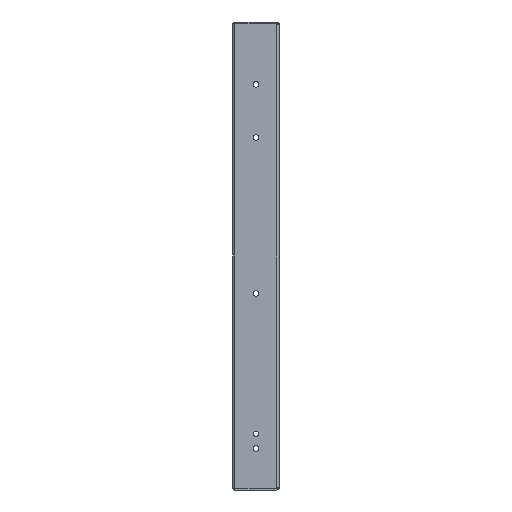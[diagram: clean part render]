
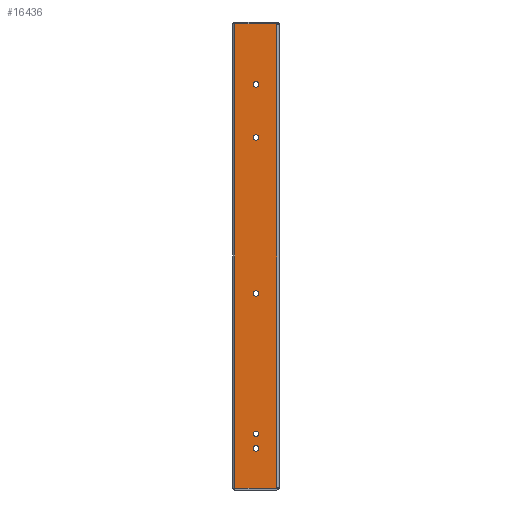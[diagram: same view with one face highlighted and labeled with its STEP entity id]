
A CAD part, left-side view. The second image highlights one B-rep face of the part: STEP entity #16436.
In plain terms, the highlighted planar face has unit normal (-1, 0, 0).
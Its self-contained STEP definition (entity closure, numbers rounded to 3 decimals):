
#4427=CARTESIAN_POINT('',(-215.5,2.361,223.426));
#4438=CARTESIAN_POINT('',(-215.5,2.361,-223.426));
#4445=DIRECTION('',(0.,1.,0.));
#4446=VECTOR('',#4445,40.378);
#4447=CARTESIAN_POINT('',(-215.5,2.361,223.426));
#4448=LINE('',#4447,#4446);
#4449=DIRECTION('',(0.,0.,-1.));
#4450=VECTOR('',#4449,446.852);
#4451=CARTESIAN_POINT('',(-215.5,2.361,223.426));
#4452=LINE('',#4451,#4450);
#4453=DIRECTION('',(0.,1.,0.));
#4454=VECTOR('',#4453,40.378);
#4455=CARTESIAN_POINT('',(-215.5,2.361,-223.426));
#4456=LINE('',#4455,#4454);
#4457=CARTESIAN_POINT('',(-215.5,22.225,-185.));
#4458=DIRECTION('',(1.,0.,0.));
#4459=DIRECTION('',(0.,0.,1.));
#4460=AXIS2_PLACEMENT_3D('',#4457,#4458,#4459);
#4462=CARTESIAN_POINT('',(-215.5,22.225,-185.));
#4463=DIRECTION('',(1.,0.,0.));
#4464=DIRECTION('',(0.,0.,-1.));
#4465=AXIS2_PLACEMENT_3D('',#4462,#4463,#4464);
#4467=CARTESIAN_POINT('',(-215.5,22.225,-171.));
#4468=DIRECTION('',(1.,0.,0.));
#4469=DIRECTION('',(0.,0.,1.));
#4470=AXIS2_PLACEMENT_3D('',#4467,#4468,#4469);
#4472=CARTESIAN_POINT('',(-215.5,22.225,-171.));
#4473=DIRECTION('',(1.,0.,0.));
#4474=DIRECTION('',(0.,0.,-1.));
#4475=AXIS2_PLACEMENT_3D('',#4472,#4473,#4474);
#4477=CARTESIAN_POINT('',(-215.5,22.225,-36.));
#4478=DIRECTION('',(1.,0.,0.));
#4479=DIRECTION('',(0.,0.,1.));
#4480=AXIS2_PLACEMENT_3D('',#4477,#4478,#4479);
#4482=CARTESIAN_POINT('',(-215.5,22.225,-36.));
#4483=DIRECTION('',(1.,0.,0.));
#4484=DIRECTION('',(0.,0.,-1.));
#4485=AXIS2_PLACEMENT_3D('',#4482,#4483,#4484);
#4487=CARTESIAN_POINT('',(-215.5,22.225,114.));
#4488=DIRECTION('',(1.,0.,0.));
#4489=DIRECTION('',(0.,0.,1.));
#4490=AXIS2_PLACEMENT_3D('',#4487,#4488,#4489);
#4492=CARTESIAN_POINT('',(-215.5,22.225,114.));
#4493=DIRECTION('',(1.,0.,0.));
#4494=DIRECTION('',(0.,0.,-1.));
#4495=AXIS2_PLACEMENT_3D('',#4492,#4493,#4494);
#4497=CARTESIAN_POINT('',(-215.5,22.225,165.));
#4498=DIRECTION('',(1.,0.,0.));
#4499=DIRECTION('',(0.,0.,1.));
#4500=AXIS2_PLACEMENT_3D('',#4497,#4498,#4499);
#4502=CARTESIAN_POINT('',(-215.5,22.225,165.));
#4503=DIRECTION('',(1.,0.,0.));
#4504=DIRECTION('',(0.,0.,-1.));
#4505=AXIS2_PLACEMENT_3D('',#4502,#4503,#4504);
#4516=DIRECTION('',(0.,0.,-1.));
#4517=VECTOR('',#4516,446.852);
#4518=CARTESIAN_POINT('',(-215.5,42.739,223.426));
#4519=LINE('',#4518,#4517);
#9631=VERTEX_POINT('',#4438);
#9638=VERTEX_POINT('',#4427);
#10619=CARTESIAN_POINT('',(-215.5,22.225,-182.3));
#10620=CARTESIAN_POINT('',(-215.5,22.225,-187.7));
#10621=VERTEX_POINT('',#10619);
#10622=VERTEX_POINT('',#10620);
#10623=CARTESIAN_POINT('',(-215.5,22.225,-168.3));
#10624=CARTESIAN_POINT('',(-215.5,22.225,-173.7));
#10625=VERTEX_POINT('',#10623);
#10626=VERTEX_POINT('',#10624);
#10627=CARTESIAN_POINT('',(-215.5,22.225,-33.3));
#10628=CARTESIAN_POINT('',(-215.5,22.225,-38.7));
#10629=VERTEX_POINT('',#10627);
#10630=VERTEX_POINT('',#10628);
#10631=CARTESIAN_POINT('',(-215.5,22.225,116.7));
#10632=CARTESIAN_POINT('',(-215.5,22.225,111.3));
#10633=VERTEX_POINT('',#10631);
#10634=VERTEX_POINT('',#10632);
#10635=CARTESIAN_POINT('',(-215.5,22.225,167.7));
#10636=CARTESIAN_POINT('',(-215.5,22.225,162.3));
#10637=VERTEX_POINT('',#10635);
#10638=VERTEX_POINT('',#10636);
#10705=CARTESIAN_POINT('',(-215.5,42.739,223.426));
#10706=VERTEX_POINT('',#10705);
#10727=CARTESIAN_POINT('',(-215.5,42.739,-223.426));
#10728=VERTEX_POINT('',#10727);
#16392=CARTESIAN_POINT('',(-215.5,2.361,-222.639));
#16393=DIRECTION('',(1.,0.,0.));
#16394=DIRECTION('',(0.,1.,0.));
#16395=AXIS2_PLACEMENT_3D('',#16392,#16393,#16394);
#16396=PLANE('',#16395);
#16398=ORIENTED_EDGE('',*,*,#16397,.F.);
#16400=ORIENTED_EDGE('',*,*,#16399,.F.);
#16401=ORIENTED_EDGE('',*,*,#16384,.T.);
#16403=ORIENTED_EDGE('',*,*,#16402,.T.);
#16404=EDGE_LOOP('',(#16398,#16400,#16401,#16403));
#16405=FACE_OUTER_BOUND('',#16404,.F.);
#16407=ORIENTED_EDGE('',*,*,#16406,.F.);
#16409=ORIENTED_EDGE('',*,*,#16408,.F.);
#16410=EDGE_LOOP('',(#16407,#16409));
#16411=FACE_BOUND('',#16410,.F.);
#16413=ORIENTED_EDGE('',*,*,#16412,.F.);
#16415=ORIENTED_EDGE('',*,*,#16414,.F.);
#16416=EDGE_LOOP('',(#16413,#16415));
#16417=FACE_BOUND('',#16416,.F.);
#16419=ORIENTED_EDGE('',*,*,#16418,.F.);
#16421=ORIENTED_EDGE('',*,*,#16420,.F.);
#16422=EDGE_LOOP('',(#16419,#16421));
#16423=FACE_BOUND('',#16422,.F.);
#16425=ORIENTED_EDGE('',*,*,#16424,.F.);
#16427=ORIENTED_EDGE('',*,*,#16426,.F.);
#16428=EDGE_LOOP('',(#16425,#16427));
#16429=FACE_BOUND('',#16428,.F.);
#16431=ORIENTED_EDGE('',*,*,#16430,.F.);
#16433=ORIENTED_EDGE('',*,*,#16432,.F.);
#16434=EDGE_LOOP('',(#16431,#16433));
#16435=FACE_BOUND('',#16434,.F.);
#4461=CIRCLE('',#4460,2.7);
#4466=CIRCLE('',#4465,2.7);
#4471=CIRCLE('',#4470,2.7);
#4476=CIRCLE('',#4475,2.7);
#4481=CIRCLE('',#4480,2.7);
#4486=CIRCLE('',#4485,2.7);
#4491=CIRCLE('',#4490,2.7);
#4496=CIRCLE('',#4495,2.7);
#4501=CIRCLE('',#4500,2.7);
#4506=CIRCLE('',#4505,2.7);
#16384=EDGE_CURVE('',#9638,#9631,#4452,.T.);
#16397=EDGE_CURVE('',#10706,#10728,#4519,.T.);
#16399=EDGE_CURVE('',#9638,#10706,#4448,.T.);
#16402=EDGE_CURVE('',#9631,#10728,#4456,.T.);
#16406=EDGE_CURVE('',#10621,#10622,#4461,.T.);
#16408=EDGE_CURVE('',#10622,#10621,#4466,.T.);
#16412=EDGE_CURVE('',#10625,#10626,#4471,.T.);
#16414=EDGE_CURVE('',#10626,#10625,#4476,.T.);
#16418=EDGE_CURVE('',#10629,#10630,#4481,.T.);
#16420=EDGE_CURVE('',#10630,#10629,#4486,.T.);
#16424=EDGE_CURVE('',#10633,#10634,#4491,.T.);
#16426=EDGE_CURVE('',#10634,#10633,#4496,.T.);
#16430=EDGE_CURVE('',#10637,#10638,#4501,.T.);
#16432=EDGE_CURVE('',#10638,#10637,#4506,.T.);
#16436=ADVANCED_FACE('',(#16405,#16411,#16417,#16423,#16429,#16435),#16396,.F.);
